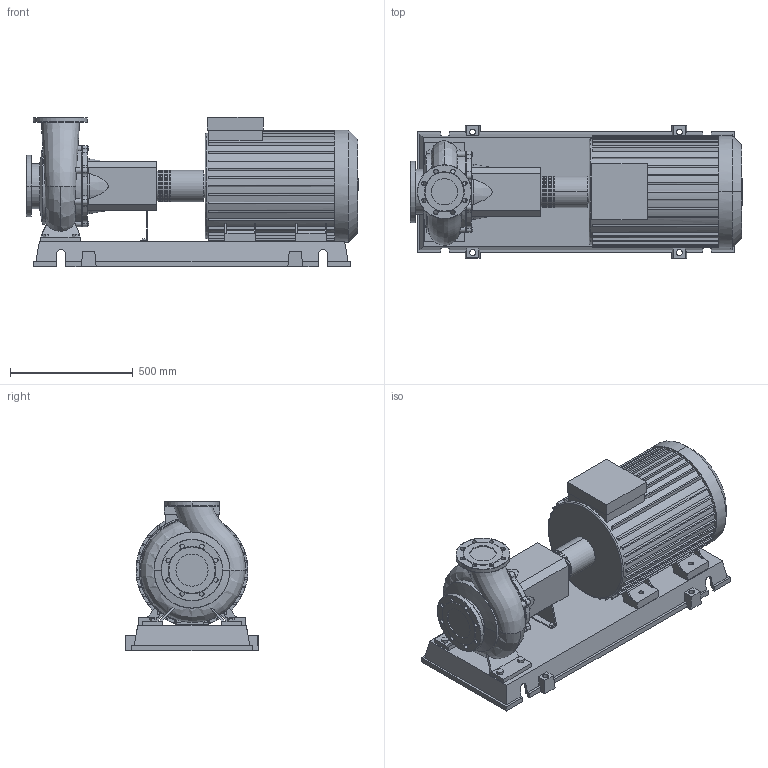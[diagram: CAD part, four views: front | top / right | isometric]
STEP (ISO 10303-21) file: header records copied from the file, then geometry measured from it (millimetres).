
FILE_DESCRIPTION((''),'2;1');
FILE_NAME('3d_NL100_250-45-2-05-4109352.stp','2015-03-03T07:58:40',(''),(''),'Mechanical Desktop 2009','Mechanical Desktop 2009',', , ');
FILE_SCHEMA(('CONFIG_CONTROL_DESIGN'));
Length unit declared in the file: millimetre
Products named in the file (1): Product
Bounding box: 1350 x 540 x 608 mm (x, y, z)
Volume: 146105678.5 mm3; surface area: 5066417.5 mm2
Topology: 11 solids, 11 shells, 862 faces, 2316 edges, 1517 vertices
Faces by surface type: plane 448, cylinder 233, bspline 153, cone 14, torus 14
Full cylindrical faces by diameter (mm): 309 x1
Entity records: 30981 total; most frequent: CARTESIAN_POINT 9170, ORIENTED_EDGE 4634, DIRECTION 4386, EDGE_CURVE 2317, VERTEX_POINT 1514, AXIS2_PLACEMENT_3D 1469, VECTOR 1448, LINE 1448
